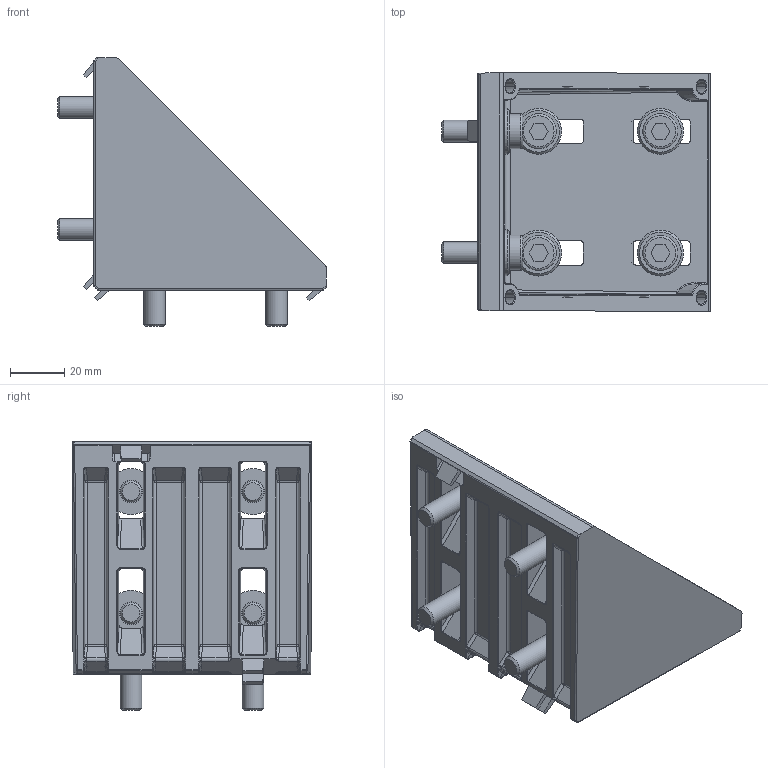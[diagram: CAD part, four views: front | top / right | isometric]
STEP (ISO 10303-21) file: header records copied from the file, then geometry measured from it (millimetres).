
FILE_DESCRIPTION(/* description */ (''),/* implementation_level */ '2;1');
FILE_NAME(/* name */ '40-130-1.stp',/* time_stamp */ '2023-09-07T15:25:23-04:00',/* author */ ('jmurphy'),/* organization */ (''),/* preprocessor_version */ 'ST-DEVELOPER v18.1',/* originating_system */ 'AutoCAD Mechanical',/* authorisation */ '');
FILE_SCHEMA (('AUTOMOTIVE_DESIGN { 1 0 10303 214 3 1 1 }'));
Length unit declared in the file: millimetre
Products named in the file (2): Product; 40-130-1
Assembly tree (1 placements, depth 2):
  Product
    40-130-1
Bounding box: 99.4 x 88 x 99.4 mm (x, y, z)
Volume: 142607.2 mm3; surface area: 63331.5 mm2
Topology: 17 solids, 17 shells, 840 faces, 1953 edges, 1144 vertices
Faces by surface type: cylinder 295, plane 248, bspline 199, cone 44, sphere 42, torus 12
Full cylindrical faces by diameter (mm): 8 x8, 8.4 x8, 13 x8, 17 x8
Entity records: 31470 total; most frequent: CARTESIAN_POINT 13286, ORIENTED_EDGE 3858, DIRECTION 3716, EDGE_CURVE 1929, AXIS2_PLACEMENT_3D 1421, VERTEX_POINT 1144, EDGE_LOOP 893, LINE 874
